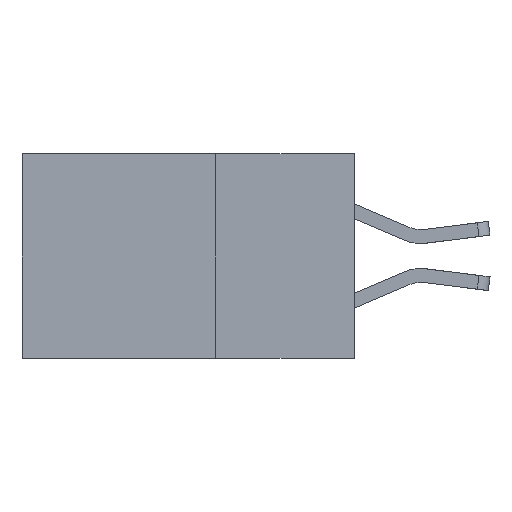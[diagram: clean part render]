
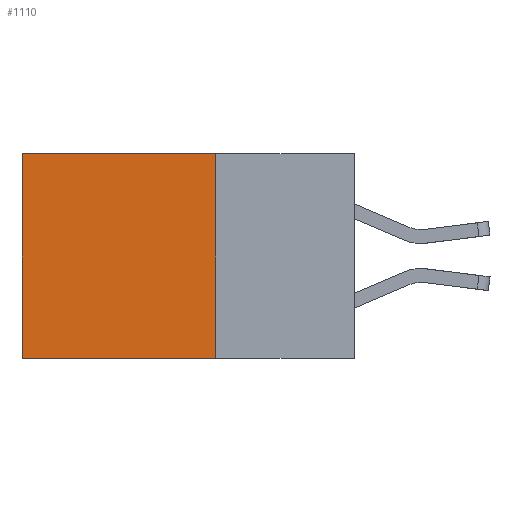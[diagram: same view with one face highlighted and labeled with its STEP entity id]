
A CAD part, left-side view. The second image highlights one B-rep face of the part: STEP entity #1110.
In plain terms, the highlighted planar face has unit normal (-1, 0, 0).
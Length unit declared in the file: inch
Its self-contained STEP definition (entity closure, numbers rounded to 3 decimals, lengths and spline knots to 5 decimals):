
#66 = CARTESIAN_POINT ( 'NONE',  ( 0.2615, 0.25, -0.37 ) ) ;
#244 = EDGE_CURVE ( 'NONE', #6734, #2451, #8390, .T. ) ;
#417 = VERTEX_POINT ( 'NONE', #3856 ) ;
#450 = DIRECTION ( 'NONE',  ( 0., 0., -1. ) ) ;
#762 = CARTESIAN_POINT ( 'NONE',  ( 0.2615, 0.25, -0.37 ) ) ;
#945 = ORIENTED_EDGE ( 'NONE', *, *, #244, .F. ) ;
#1110 = ADVANCED_FACE ( 'NONE', ( #8554 ), #5393, .F. ) ;
#1151 = LINE ( 'NONE', #5708, #6466 ) ;
#1635 = DIRECTION ( 'NONE',  ( 0., 0., -1. ) ) ;
#1746 = AXIS2_PLACEMENT_3D ( 'NONE', #762, #7826, #1635 ) ;
#2056 = CARTESIAN_POINT ( 'NONE',  ( 0.2615, 0.25, -0.37 ) ) ;
#2451 = VERTEX_POINT ( 'NONE', #2056 ) ;
#2583 = EDGE_LOOP ( 'NONE', ( #2808, #6306, #945, #3019 ) ) ;
#2723 = CARTESIAN_POINT ( 'NONE',  ( 0.2615, 0.25, -0.37 ) ) ;
#2808 = ORIENTED_EDGE ( 'NONE', *, *, #5072, .T. ) ;
#2966 = VECTOR ( 'NONE', #450, 39.37008 ) ;
#3019 = ORIENTED_EDGE ( 'NONE', *, *, #4685, .T. ) ;
#3023 = DIRECTION ( 'NONE',  ( 0., 0., -1. ) ) ;
#3186 = VECTOR ( 'NONE', #3023, 39.37008 ) ;
#3247 = VERTEX_POINT ( 'NONE', #3663 ) ;
#3377 = DIRECTION ( 'NONE',  ( 0., 1., 0. ) ) ;
#3663 = CARTESIAN_POINT ( 'NONE',  ( 0.2615, 0.6, 0. ) ) ;
#3852 = CARTESIAN_POINT ( 'NONE',  ( 0.2615, 0.25, 0. ) ) ;
#3856 = CARTESIAN_POINT ( 'NONE',  ( 0.2615, 0.6, -0.37 ) ) ;
#4186 = LINE ( 'NONE', #2723, #7496 ) ;
#4685 = EDGE_CURVE ( 'NONE', #6734, #3247, #1151, .T. ) ;
#4782 = CARTESIAN_POINT ( 'NONE',  ( 0.2615, 0.6, -0.37 ) ) ;
#4912 = LINE ( 'NONE', #4782, #2966 ) ;
#5072 = EDGE_CURVE ( 'NONE', #3247, #417, #4912, .T. ) ;
#5393 = PLANE ( 'NONE',  #1746 ) ;
#5708 = CARTESIAN_POINT ( 'NONE',  ( 0.2615, 0.25, 0. ) ) ;
#6306 = ORIENTED_EDGE ( 'NONE', *, *, #6932, .F. ) ;
#6347 = DIRECTION ( 'NONE',  ( 0., 1., 0. ) ) ;
#6466 = VECTOR ( 'NONE', #6347, 39.37008 ) ;
#6734 = VERTEX_POINT ( 'NONE', #3852 ) ;
#6932 = EDGE_CURVE ( 'NONE', #2451, #417, #4186, .T. ) ;
#7496 = VECTOR ( 'NONE', #3377, 39.37008 ) ;
#7826 = DIRECTION ( 'NONE',  ( 1., 0., 0. ) ) ;
#8390 = LINE ( 'NONE', #66, #3186 ) ;
#8554 = FACE_OUTER_BOUND ( 'NONE', #2583, .T. ) ;
